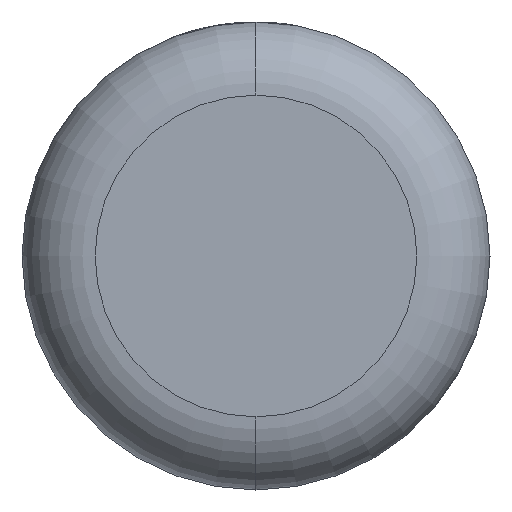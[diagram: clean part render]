
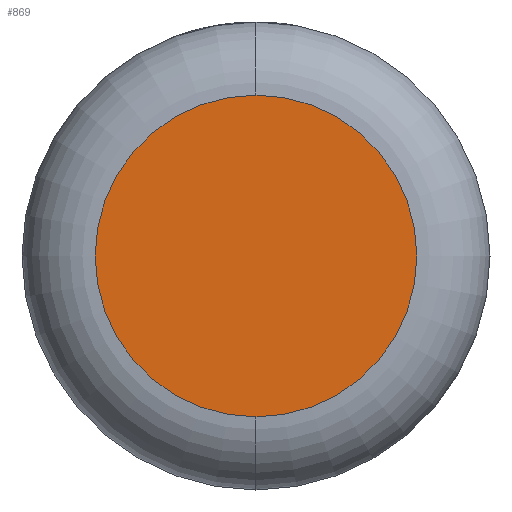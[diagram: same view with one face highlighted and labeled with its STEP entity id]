
A CAD part, left-side view. The second image highlights one B-rep face of the part: STEP entity #869.
In plain terms, the highlighted planar face has unit normal (-1, 0, 0).
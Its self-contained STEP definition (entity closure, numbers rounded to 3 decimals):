
#761 = PLANE ( 'NONE',  #5306 ) ;
#762 = CARTESIAN_POINT ( 'NONE',  ( -8.3, 0., 0. ) ) ;
#763 = DIRECTION ( 'NONE',  ( 1., 0., 0. ) ) ;
#764 = DIRECTION ( 'NONE',  ( 0., 0., -1. ) ) ;
#869 = ADVANCED_FACE ( 'NONE', ( #5305 ), #761, .F. ) ;
#1262 = AXIS2_PLACEMENT_3D ( 'NONE', #2541, #2542, #2543 ) ;
#1343 = AXIS2_PLACEMENT_3D ( 'NONE', #2151, #2152, #2153 ) ;
#2151 = CARTESIAN_POINT ( 'NONE',  ( -8.3, 0., 0. ) ) ;
#2152 = DIRECTION ( 'NONE',  ( -1., 0., 0. ) ) ;
#2153 = DIRECTION ( 'NONE',  ( 0., 0., 1. ) ) ;
#2379 = CARTESIAN_POINT ( 'NONE',  ( -8.3, 0., 1.1 ) ) ;
#2380 = CARTESIAN_POINT ( 'NONE',  ( -8.3, 0., -1.1 ) ) ;
#2541 = CARTESIAN_POINT ( 'NONE',  ( -8.3, 0., 0. ) ) ;
#2542 = DIRECTION ( 'NONE',  ( -1., 0., 0. ) ) ;
#2543 = DIRECTION ( 'NONE',  ( 0., 0., 1. ) ) ;
#4494 = VERTEX_POINT ( 'NONE', #2379 ) ;
#4495 = VERTEX_POINT ( 'NONE', #2380 ) ;
#4853 = EDGE_CURVE ( 'NONE', #4494, #4495, #4928, .T. ) ;
#4928 = CIRCLE ( 'NONE', #1262, 1.1 ) ;
#5166 = ORIENTED_EDGE ( 'NONE', *, *, #4853, .T. ) ;
#5167 = ORIENTED_EDGE ( 'NONE', *, *, #5782, .T. ) ;
#5213 = EDGE_LOOP ( 'NONE', ( #5166, #5167 ) ) ;
#5305 = FACE_OUTER_BOUND ( 'NONE', #5213, .T. ) ;
#5306 = AXIS2_PLACEMENT_3D ( 'NONE', #762, #763, #764 ) ;
#5353 = CIRCLE ( 'NONE', #1343, 1.1 ) ;
#5782 = EDGE_CURVE ( 'NONE', #4495, #4494, #5353, .T. ) ;
